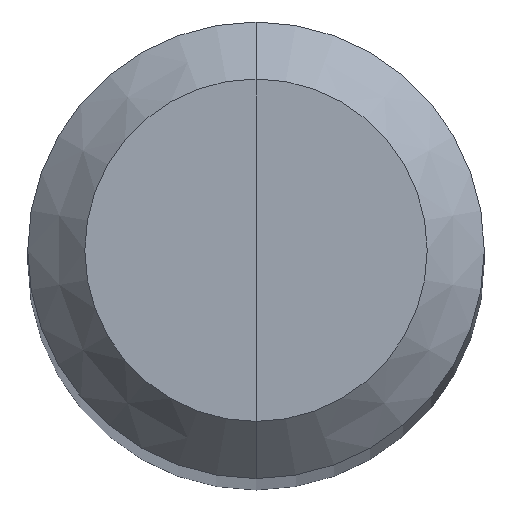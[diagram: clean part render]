
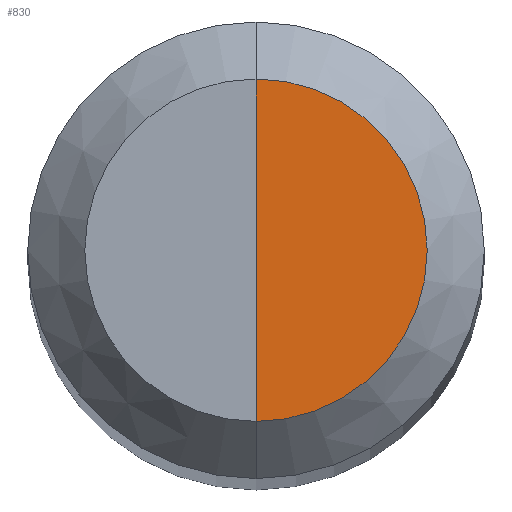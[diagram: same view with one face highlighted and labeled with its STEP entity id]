
A CAD part, top view. The second image highlights one B-rep face of the part: STEP entity #830.
In plain terms, the highlighted planar face has unit normal (0, 0, 1).
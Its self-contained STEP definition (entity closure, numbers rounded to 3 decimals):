
#716 = CONICAL_SURFACE('',#717,4.,0.785);
#717 = AXIS2_PLACEMENT_3D('',#718,#719,#720);
#718 = CARTESIAN_POINT('',(0.,0.,-1.));
#719 = DIRECTION('',(-0.,-0.,-1.));
#720 = DIRECTION('',(0.,-1.,0.));
#754 = VERTEX_POINT('',#755);
#755 = CARTESIAN_POINT('',(0.,3.,0.));
#781 = EDGE_CURVE('',#782,#754,#784,.T.);
#782 = VERTEX_POINT('',#783);
#783 = CARTESIAN_POINT('',(0.,-3.,0.));
#784 = SURFACE_CURVE('',#785,(#790,#797),.PCURVE_S1.);
#785 = CIRCLE('',#786,3.);
#786 = AXIS2_PLACEMENT_3D('',#787,#788,#789);
#787 = CARTESIAN_POINT('',(0.,0.,0.));
#788 = DIRECTION('',(0.,0.,1.));
#789 = DIRECTION('',(0.,-1.,0.));
#790 = PCURVE('',#716,#791);
#791 = DEFINITIONAL_REPRESENTATION('',(#792),#796);
#792 = LINE('',#793,#794);
#793 = CARTESIAN_POINT('',(-0.,-1.));
#794 = VECTOR('',#795,1.);
#795 = DIRECTION('',(-1.,-0.));
#796 = ( GEOMETRIC_REPRESENTATION_CONTEXT(2) 
PARAMETRIC_REPRESENTATION_CONTEXT() REPRESENTATION_CONTEXT('2D SPACE',''
  ) );
#797 = PCURVE('',#798,#803);
#798 = PLANE('',#799);
#799 = AXIS2_PLACEMENT_3D('',#800,#801,#802);
#800 = CARTESIAN_POINT('',(0.,0.,0.));
#801 = DIRECTION('',(0.,0.,1.));
#802 = DIRECTION('',(0.,-1.,0.));
#803 = DEFINITIONAL_REPRESENTATION('',(#804),#808);
#804 = CIRCLE('',#805,3.);
#805 = AXIS2_PLACEMENT_2D('',#806,#807);
#806 = CARTESIAN_POINT('',(0.,0.));
#807 = DIRECTION('',(1.,0.));
#808 = ( GEOMETRIC_REPRESENTATION_CONTEXT(2) 
PARAMETRIC_REPRESENTATION_CONTEXT() REPRESENTATION_CONTEXT('2D SPACE',''
  ) );
#830 = ADVANCED_FACE('',(#831),#798,.T.);
#831 = FACE_BOUND('',#832,.T.);
#832 = EDGE_LOOP('',(#833,#834,#862));
#833 = ORIENTED_EDGE('',*,*,#781,.T.);
#834 = ORIENTED_EDGE('',*,*,#835,.T.);
#835 = EDGE_CURVE('',#754,#836,#838,.T.);
#836 = VERTEX_POINT('',#837);
#837 = CARTESIAN_POINT('',(0.,0.,0.));
#838 = SURFACE_CURVE('',#839,(#843,#850),.PCURVE_S1.);
#839 = LINE('',#840,#841);
#840 = CARTESIAN_POINT('',(0.,3.,0.));
#841 = VECTOR('',#842,1.);
#842 = DIRECTION('',(0.,-1.,0.));
#843 = PCURVE('',#798,#844);
#844 = DEFINITIONAL_REPRESENTATION('',(#845),#849);
#845 = LINE('',#846,#847);
#846 = CARTESIAN_POINT('',(-3.,0.));
#847 = VECTOR('',#848,1.);
#848 = DIRECTION('',(1.,0.));
#849 = ( GEOMETRIC_REPRESENTATION_CONTEXT(2) 
PARAMETRIC_REPRESENTATION_CONTEXT() REPRESENTATION_CONTEXT('2D SPACE',''
  ) );
#850 = PCURVE('',#851,#856);
#851 = PLANE('',#852);
#852 = AXIS2_PLACEMENT_3D('',#853,#854,#855);
#853 = CARTESIAN_POINT('',(0.,0.,0.));
#854 = DIRECTION('',(-0.,-0.,-1.));
#855 = DIRECTION('',(0.,-1.,0.));
#856 = DEFINITIONAL_REPRESENTATION('',(#857),#861);
#857 = LINE('',#858,#859);
#858 = CARTESIAN_POINT('',(-3.,0.));
#859 = VECTOR('',#860,1.);
#860 = DIRECTION('',(1.,0.));
#861 = ( GEOMETRIC_REPRESENTATION_CONTEXT(2) 
PARAMETRIC_REPRESENTATION_CONTEXT() REPRESENTATION_CONTEXT('2D SPACE',''
  ) );
#862 = ORIENTED_EDGE('',*,*,#863,.F.);
#863 = EDGE_CURVE('',#782,#836,#864,.T.);
#864 = SURFACE_CURVE('',#865,(#869,#876),.PCURVE_S1.);
#865 = LINE('',#866,#867);
#866 = CARTESIAN_POINT('',(0.,-3.,0.));
#867 = VECTOR('',#868,1.);
#868 = DIRECTION('',(0.,1.,0.));
#869 = PCURVE('',#798,#870);
#870 = DEFINITIONAL_REPRESENTATION('',(#871),#875);
#871 = LINE('',#872,#873);
#872 = CARTESIAN_POINT('',(3.,0.));
#873 = VECTOR('',#874,1.);
#874 = DIRECTION('',(-1.,0.));
#875 = ( GEOMETRIC_REPRESENTATION_CONTEXT(2) 
PARAMETRIC_REPRESENTATION_CONTEXT() REPRESENTATION_CONTEXT('2D SPACE',''
  ) );
#876 = PCURVE('',#851,#877);
#877 = DEFINITIONAL_REPRESENTATION('',(#878),#882);
#878 = LINE('',#879,#880);
#879 = CARTESIAN_POINT('',(3.,0.));
#880 = VECTOR('',#881,1.);
#881 = DIRECTION('',(-1.,0.));
#882 = ( GEOMETRIC_REPRESENTATION_CONTEXT(2) 
PARAMETRIC_REPRESENTATION_CONTEXT() REPRESENTATION_CONTEXT('2D SPACE',''
  ) );
